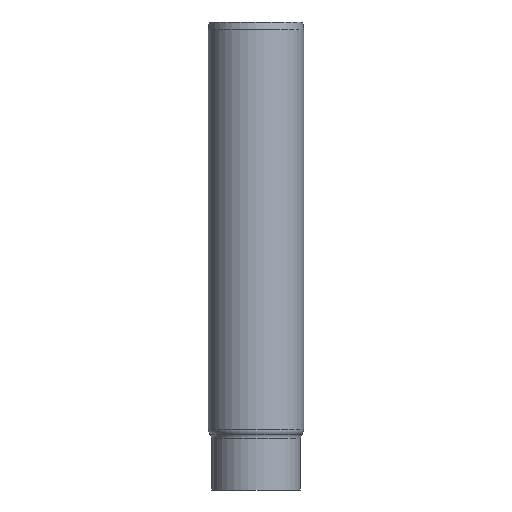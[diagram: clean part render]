
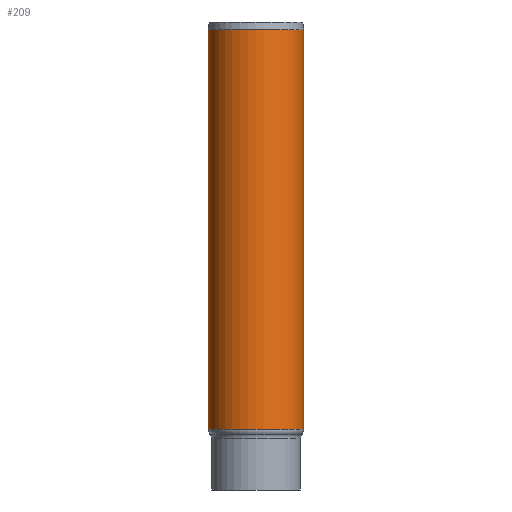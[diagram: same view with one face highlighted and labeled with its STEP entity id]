
A CAD part, front view. The second image highlights one B-rep face of the part: STEP entity #209.
In plain terms, the highlighted cylindrical face has radius 510 mm (diameter 1020 mm), a full revolution.
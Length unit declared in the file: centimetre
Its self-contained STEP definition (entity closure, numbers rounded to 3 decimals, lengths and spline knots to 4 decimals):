
#31=CYLINDRICAL_SURFACE('',#260,51.);
#39=FACE_OUTER_BOUND('',#55,.T.);
#55=EDGE_LOOP('',(#156,#157,#158,#159));
#72=CIRCLE('',#255,51.);
#76=CIRCLE('',#261,51.);
#93=VERTEX_POINT('',#397);
#96=VERTEX_POINT('',#407);
#112=EDGE_CURVE('',#93,#93,#72,.T.);
#117=EDGE_CURVE('',#96,#96,#76,.T.);
#118=EDGE_CURVE('',#96,#93,#228,.T.);
#156=ORIENTED_EDGE('',*,*,#117,.F.);
#157=ORIENTED_EDGE('',*,*,#118,.T.);
#158=ORIENTED_EDGE('',*,*,#112,.F.);
#159=ORIENTED_EDGE('',*,*,#118,.F.);
#209=ADVANCED_FACE('',(#39),#31,.T.);
#228=LINE('',#409,#238);
#238=VECTOR('',#325,51.);
#255=AXIS2_PLACEMENT_3D('',#398,#310,#311);
#260=AXIS2_PLACEMENT_3D('',#406,#321,#322);
#261=AXIS2_PLACEMENT_3D('',#408,#323,#324);
#310=DIRECTION('center_axis',(0.,0.,1.));
#311=DIRECTION('ref_axis',(1.,0.,0.));
#321=DIRECTION('center_axis',(0.,0.,-1.));
#322=DIRECTION('ref_axis',(-1.,0.,0.));
#323=DIRECTION('center_axis',(0.,0.,-1.));
#324=DIRECTION('ref_axis',(1.,0.,0.));
#325=DIRECTION('',(0.,0.,1.));
#397=CARTESIAN_POINT('',(51.,0.,491.9377));
#398=CARTESIAN_POINT('Origin',(0.,0.,491.9377));
#406=CARTESIAN_POINT('Origin',(0.,0.,278.5));
#407=CARTESIAN_POINT('',(51.,0.,65.));
#408=CARTESIAN_POINT('Origin',(0.,0.,65.));
#409=CARTESIAN_POINT('',(51.,0.,278.5));
